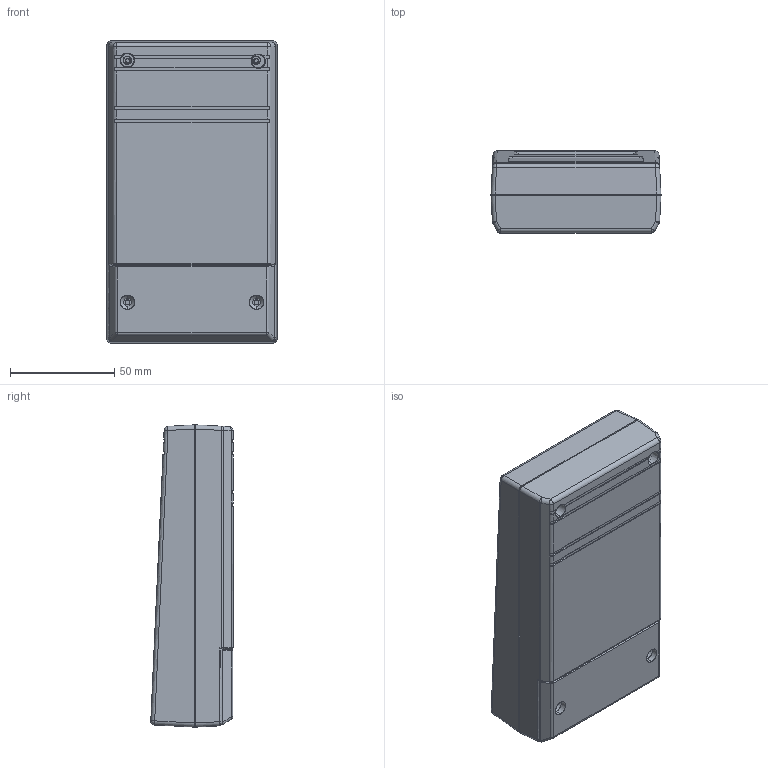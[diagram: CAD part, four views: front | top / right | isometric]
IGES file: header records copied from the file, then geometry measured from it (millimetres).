
Start section: SolidWorks IGES file using analytic representation for surfaces
Global section: file name: Z-49.IGS; native system: SolidWorks 2009; preprocessor: SolidWorks 2009; author: uki; date: 120925.211825; units: millimetre
Bounding box: 81.7 x 39.61 x 145.2 mm (x, y, z)
Surface area: 90289.5 mm2 (no closed solid volume)
Topology: 0 solids, 0 shells, 413 faces, 5732 edges, 5732 vertices
Faces by surface type: bspline 227, revolution 186
